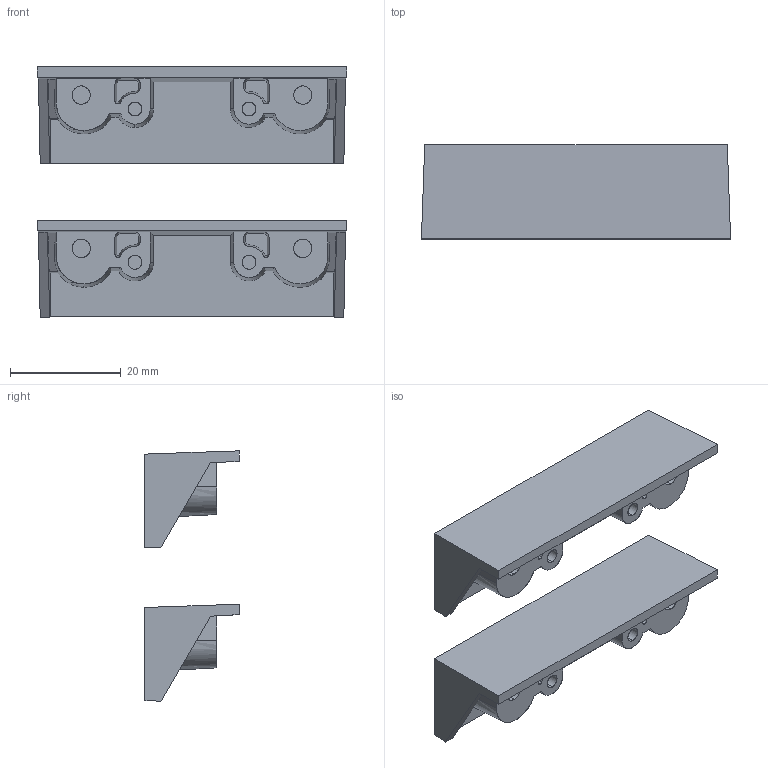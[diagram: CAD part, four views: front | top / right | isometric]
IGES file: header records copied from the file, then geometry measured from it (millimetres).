
Start section: SolidWorks IGES file using analytic representation for surfaces
Global section: file name: LF9Z-B22_rev0.0.IGS,15; native system: HSolidWorks 2019; preprocessor: SolidWorks 2019; author: 1003643; date: 210525.160153; units: millimetre
Bounding box: 55.8 x 17 x 45.19 mm (x, y, z)
Surface area: 9707.3 mm2 (no closed solid volume)
Topology: 0 solids, 0 shells, 124 faces, 1596 edges, 1596 vertices
Faces by surface type: bspline 72, revolution 52
